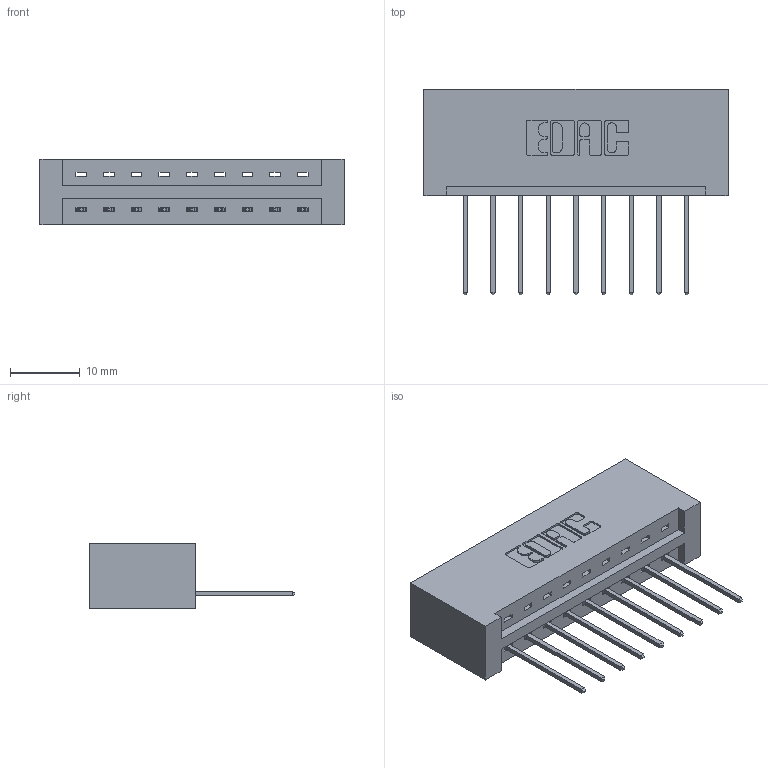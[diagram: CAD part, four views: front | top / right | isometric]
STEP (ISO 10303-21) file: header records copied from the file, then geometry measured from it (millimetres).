
FILE_DESCRIPTION (( 'STEP AP203' ), '1' );
FILE_NAME ('387-009-540-101.STEP', '2018-09-10T05:37:32', ( '' ), ( '' ), 'SwSTEP 2.0', 'SolidWorks 2016', '' );
FILE_SCHEMA (( 'CONFIG_CONTROL_DESIGN' ));
Length unit declared in the file: inch
Products named in the file (3): 337 Part_No Mounting Lugs; 345-292-001_345-293-140; 387-009-540-101
Assembly tree (10 placements, depth 2):
  387-009-540-101
    337 Part_No Mounting Lugs
    345-292-001_345-293-140  x9
Bounding box: 43.54 x 29.47 x 9.4 mm (x, y, z)
Volume: 4862.7 mm3; surface area: 4913.7 mm2
Topology: 10 solids, 10 shells, 664 faces, 1979 edges, 1306 vertices
Faces by surface type: plane 480, cylinder 184
Entity records: 10699 total; most frequent: CARTESIAN_POINT 1869, ORIENTED_EDGE 1814, DIRECTION 1633, EDGE_CURVE 907, VECTOR 787, LINE 787, VERTEX_POINT 602, AXIS2_PLACEMENT_3D 423
